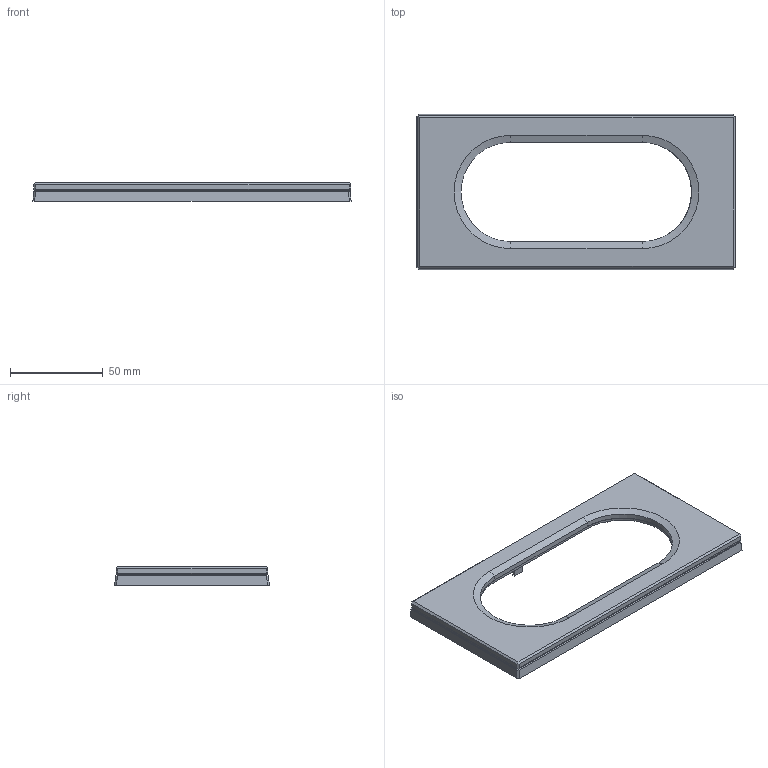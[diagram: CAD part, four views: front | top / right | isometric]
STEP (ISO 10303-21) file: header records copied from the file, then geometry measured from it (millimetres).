
FILE_DESCRIPTION(('CATIA V5 STEP Exchange','CAx-IF Rec.Pracs.--- Model Styling and Organization---1.5--- 2016-08-15','CAx-IF Rec.Pracs.---Supplemental Geometry---1.0---2011-11-01','CAx-IF Rec.Pracs.--- Composite Materials ---1.1---2010-07-15'),'2;1');
FILE_NAME('CP1908.stp','2024-02-12T14:56:11+00:00',('none'),('none'),'CATIA Version 5-6 Release 2020 SP3','CATIA V5 STEP AP214 v2','none');
FILE_SCHEMA(('AUTOMOTIVE_DESIGN { 1 0 10303 214 1 1 1 1 }'));
Length unit declared in the file: millimetre
Products named in the file (1): CP1908
Bounding box: 171.63 x 83.69 x 10 mm (x, y, z)
Surface area: 25290.1 mm2 (no closed solid volume)
Topology: 0 solids, 1 shells, 90 faces, 235 edges, 152 vertices
Faces by surface type: plane 80, cone 8, cylinder 2
Entity records: 2579 total; most frequent: CARTESIAN_POINT 554, ORIENTED_EDGE 446, DIRECTION 316, EDGE_CURVE 235, VECTOR 158, LINE 158, VERTEX_POINT 152, EDGE_LOOP 100
